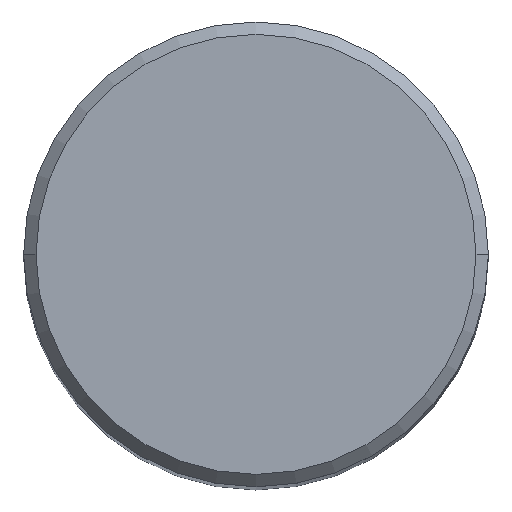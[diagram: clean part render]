
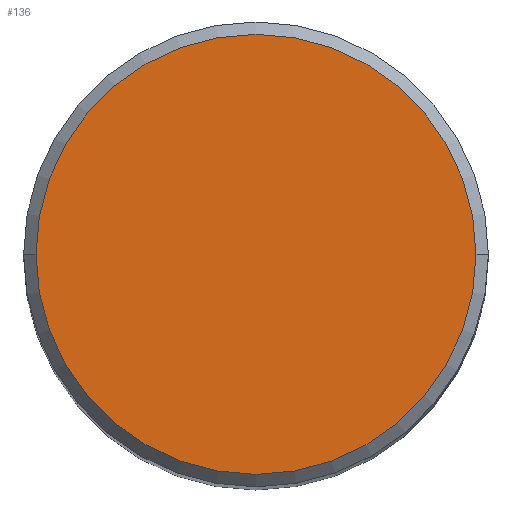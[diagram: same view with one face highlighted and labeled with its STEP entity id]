
A CAD part, top view. The second image highlights one B-rep face of the part: STEP entity #136.
In plain terms, the highlighted planar face has unit normal (0, 0, 1).
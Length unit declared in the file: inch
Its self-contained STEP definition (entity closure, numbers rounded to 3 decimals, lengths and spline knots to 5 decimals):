
#5 = AXIS2_PLACEMENT_3D ( 'NONE', #379, #39, #212 ) ;
#10 = AXIS2_PLACEMENT_3D ( 'NONE', #162, #55, #317 ) ;
#14 = CIRCLE ( 'NONE', #5, 0.355 ) ;
#20 = EDGE_CURVE ( 'NONE', #313, #123, #14, .T. ) ;
#39 = DIRECTION ( 'NONE',  ( 0., 0., 1. ) ) ;
#55 = DIRECTION ( 'NONE',  ( 0., 0., -1. ) ) ;
#71 = EDGE_CURVE ( 'NONE', #123, #313, #355, .T. ) ;
#105 = AXIS2_PLACEMENT_3D ( 'NONE', #357, #140, #273 ) ;
#123 = VERTEX_POINT ( 'NONE', #193 ) ;
#125 = CARTESIAN_POINT ( 'NONE',  ( 0.355, 0., 0. ) ) ;
#136 = ADVANCED_FACE ( 'NONE', ( #259 ), #190, .F. ) ;
#140 = DIRECTION ( 'NONE',  ( 0., 0., 1. ) ) ;
#162 = CARTESIAN_POINT ( 'NONE',  ( 0., 0.355, 0. ) ) ;
#190 = PLANE ( 'NONE',  #10 ) ;
#193 = CARTESIAN_POINT ( 'NONE',  ( -0.355, 0., 0. ) ) ;
#211 = EDGE_LOOP ( 'NONE', ( #374, #254 ) ) ;
#212 = DIRECTION ( 'NONE',  ( 1., 0., 0. ) ) ;
#254 = ORIENTED_EDGE ( 'NONE', *, *, #20, .T. ) ;
#259 = FACE_OUTER_BOUND ( 'NONE', #211, .T. ) ;
#273 = DIRECTION ( 'NONE',  ( 1., 0., 0. ) ) ;
#313 = VERTEX_POINT ( 'NONE', #125 ) ;
#317 = DIRECTION ( 'NONE',  ( -1., 0., 0. ) ) ;
#355 = CIRCLE ( 'NONE', #105, 0.355 ) ;
#357 = CARTESIAN_POINT ( 'NONE',  ( 0., 0., 0. ) ) ;
#374 = ORIENTED_EDGE ( 'NONE', *, *, #71, .T. ) ;
#379 = CARTESIAN_POINT ( 'NONE',  ( 0., 0., 0. ) ) ;
